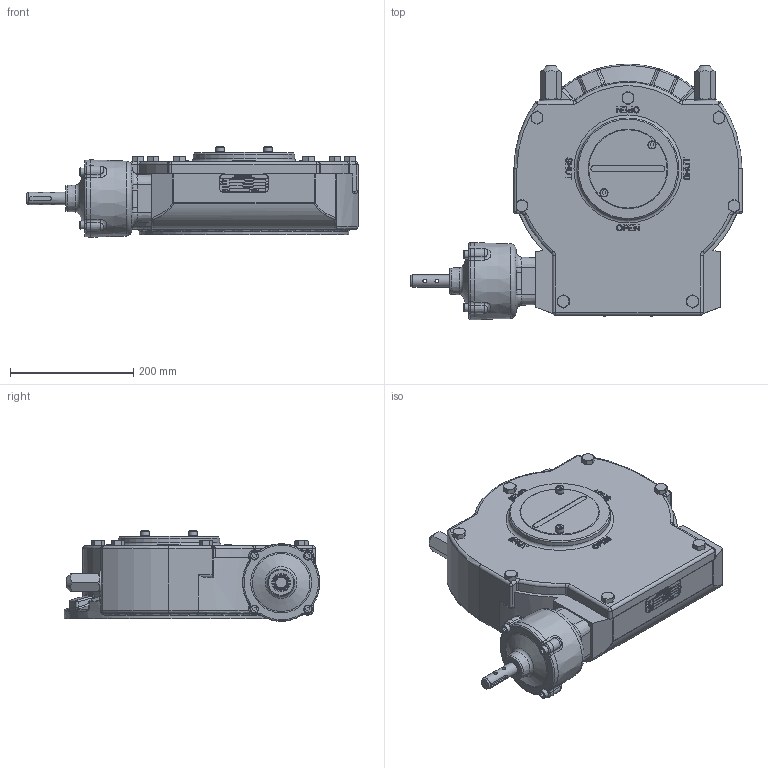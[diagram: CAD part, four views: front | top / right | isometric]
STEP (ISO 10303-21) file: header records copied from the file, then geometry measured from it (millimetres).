
FILE_DESCRIPTION(/* description */ ('Unknown'),/* implementation_level */ '2;1');
FILE_NAME(/* name */ 'AB6800SS-PR4 RH r01',/* time_stamp */ '2018-05-24T11:01:46+02:00',/* author */ ('Unknown'),/* organization */ ('Unknown'),/* preprocessor_version */ 'ST-DEVELOPER v16.7',/* originating_system */ 'DEX',/* authorisation */ $);
FILE_SCHEMA (('AUTOMOTIVE_DESIGN {1 0 10303 214 3 1 1}'));
Length unit declared in the file: millimetre
Products named in the file (1): AB6800SS-PR4 RH
Bounding box: 538.5 x 414.69 x 146.59 mm (x, y, z)
Volume: 15152535.5 mm3; surface area: 502823.3 mm2
Topology: 4 solids, 5 shells, 1879 faces, 4659 edges, 3009 vertices
Faces by surface type: plane 1256, bspline 300, cylinder 121, cone 108, torus 68, sphere 26
Full cylindrical faces by diameter (mm): 6 x2, 6.647 x8, 8 x1, 13 x2, 13.27 x6, 20 x1, 22.098 x1, 29.583 x1, 30 x2, 35 x1, 37 x2, 38 x2, 125.75 x1, 130 x2, 165 x1, 340 x1
Entity records: 79047 total; most frequent: CARTESIAN_POINT 25220, ORIENTED_EDGE 8990, DIRECTION 6944, EDGE_CURVE 4495, VERTEX_POINT 2980, LINE 2680, VECTOR 2680, FACE_BOUND 2245
